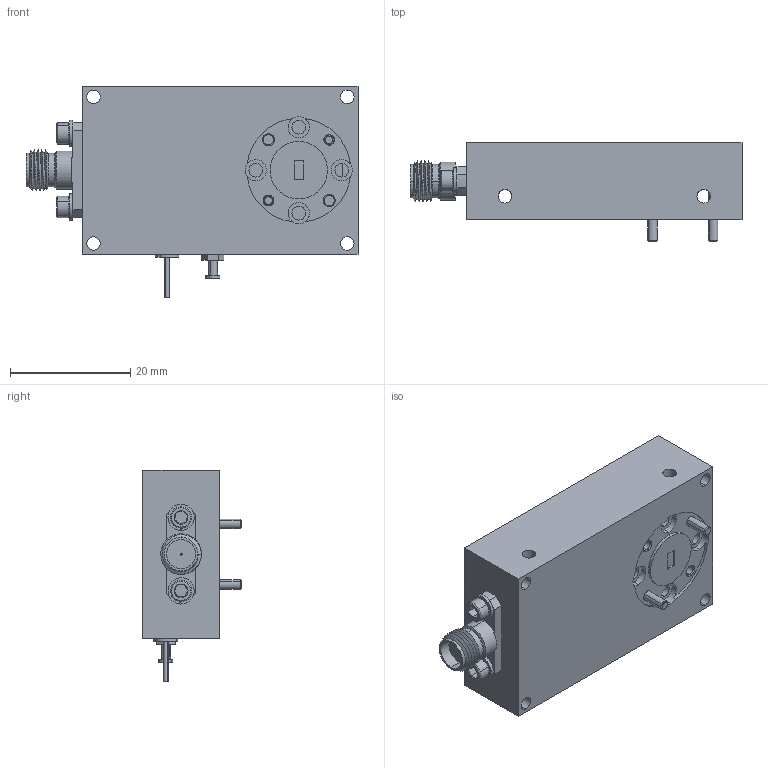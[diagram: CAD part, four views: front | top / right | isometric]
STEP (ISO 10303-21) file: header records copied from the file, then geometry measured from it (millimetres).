
FILE_DESCRIPTION (( 'STEP AP203' ), '1' );
FILE_NAME ('SFA-603903416-12KF-S1.STEP', '2019-02-23T00:47:16', ( '' ), ( '' ), 'SwSTEP 2.0', 'SolidWorks 2016', '' );
FILE_SCHEMA (( 'CONFIG_CONTROL_DESIGN' ));
Length unit declared in the file: inch
Products named in the file (1): SFA-603903416-12KF-S1
Bounding box: 55.17 x 16.32 x 35.18 mm (x, y, z)
Surface area: 6277.9 mm2 (no closed solid volume)
Topology: 0 solids, 20 shells, 324 faces, 1002 edges, 702 vertices
Faces by surface type: plane 153, cylinder 101, cone 64, bspline 4, torus 2
Entity records: 13020 total; most frequent: CARTESIAN_POINT 4289, DIRECTION 1746, ORIENTED_EDGE 1703, EDGE_CURVE 994, VERTEX_POINT 702, AXIS2_PLACEMENT_3D 631, LINE 484, VECTOR 484
